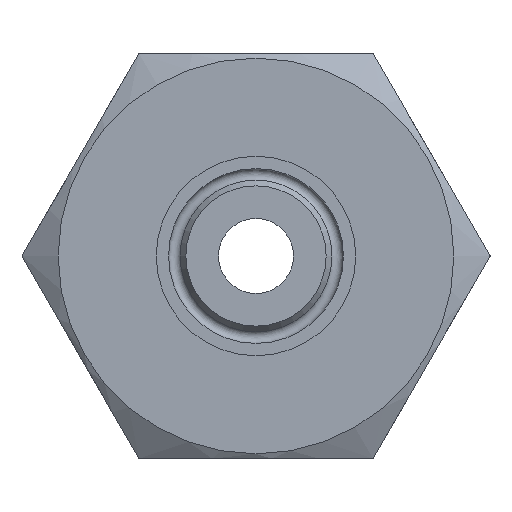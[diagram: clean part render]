
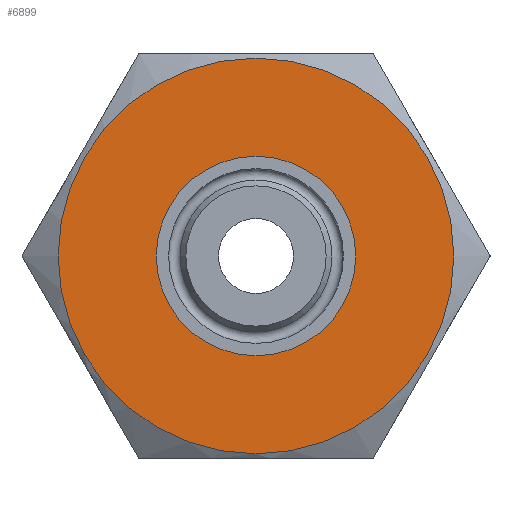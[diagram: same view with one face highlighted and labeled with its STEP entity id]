
A CAD part, left-side view. The second image highlights one B-rep face of the part: STEP entity #6899.
In plain terms, the highlighted planar face has unit normal (-1, 0, 0).
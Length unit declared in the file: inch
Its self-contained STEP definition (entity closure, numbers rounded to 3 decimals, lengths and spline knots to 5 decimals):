
#127=FACE_BOUND('',#1283,.T.);
#461=PLANE('',#7337);
#843=FACE_OUTER_BOUND('',#1282,.T.);
#1282=EDGE_LOOP('',(#6421));
#1283=EDGE_LOOP('',(#6422));
#1798=CIRCLE('',#7336,0.435);
#1799=CIRCLE('',#7338,0.976);
#3397=VERTEX_POINT('',#15022);
#3398=VERTEX_POINT('',#15025);
#4411=EDGE_CURVE('',#3397,#3397,#1798,.T.);
#4412=EDGE_CURVE('',#3398,#3398,#1799,.T.);
#6421=ORIENTED_EDGE('',*,*,#4412,.F.);
#6422=ORIENTED_EDGE('',*,*,#4411,.T.);
#6899=ADVANCED_FACE('',(#843,#127),#461,.T.);
#7336=AXIS2_PLACEMENT_3D('',#15023,#8662,#8663);
#7337=AXIS2_PLACEMENT_3D('',#15024,#8664,#8665);
#7338=AXIS2_PLACEMENT_3D('',#15026,#8666,#8667);
#8662=DIRECTION('center_axis',(1.,0.,0.));
#8663=DIRECTION('ref_axis',(0.,1.,0.));
#8664=DIRECTION('center_axis',(-1.,0.,0.));
#8665=DIRECTION('ref_axis',(0.,0.,1.));
#8666=DIRECTION('center_axis',(1.,0.,0.));
#8667=DIRECTION('ref_axis',(0.,1.,0.));
#15022=CARTESIAN_POINT('',(0.68,0.435,0.));
#15023=CARTESIAN_POINT('Origin',(0.68,0.,0.));
#15024=CARTESIAN_POINT('Origin',(0.68,0.7055,0.));
#15025=CARTESIAN_POINT('',(0.68,0.976,0.));
#15026=CARTESIAN_POINT('Origin',(0.68,0.,0.));
